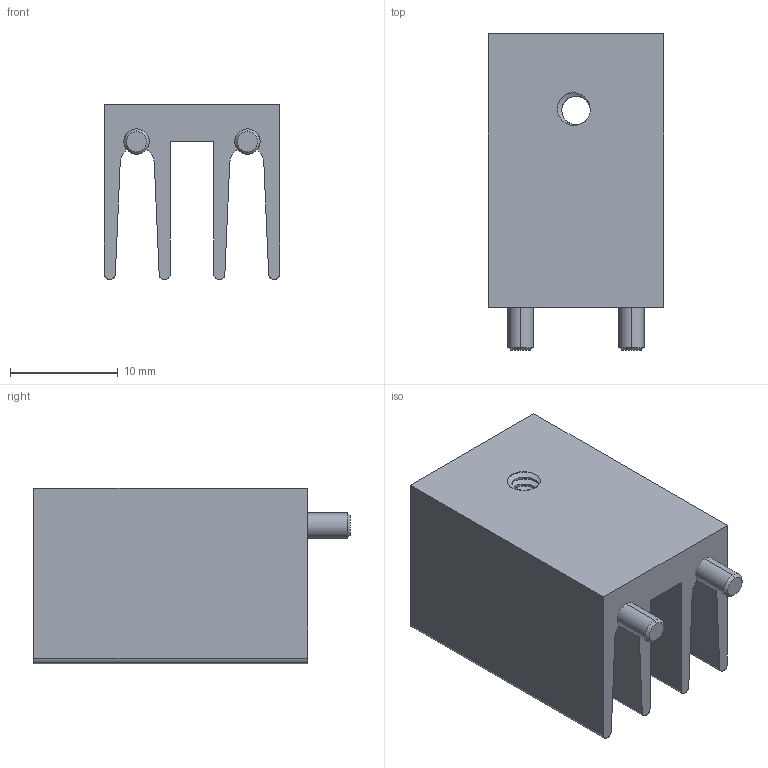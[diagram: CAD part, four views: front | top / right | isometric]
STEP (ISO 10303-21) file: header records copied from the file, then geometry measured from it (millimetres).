
FILE_DESCRIPTION (( 'STEP AP214' ), '1' );
FILE_NAME ('581002B02500G.STEP', '2019-08-23T11:37:02', ( '' ), ( '' ), 'SwSTEP 2.0', 'SolidWorks 2017', '' );
FILE_SCHEMA (( 'AUTOMOTIVE_DESIGN' ));
Length unit declared in the file: millimetre
Products named in the file (1): 581002B02500G
Bounding box: 16.26 x 29.36 x 16.26 mm (x, y, z)
Volume: 3089.4 mm3; surface area: 4027.2 mm2
Topology: 3 solids, 3 shells, 57 faces, 142 edges, 91 vertices
Faces by surface type: cylinder 29, plane 17, cone 8, bspline 3
Entity records: 2421 total; most frequent: CARTESIAN_POINT 1036, ORIENTED_EDGE 284, DIRECTION 278, EDGE_CURVE 142, AXIS2_PLACEMENT_3D 106, VERTEX_POINT 91, LINE 66, VECTOR 66
